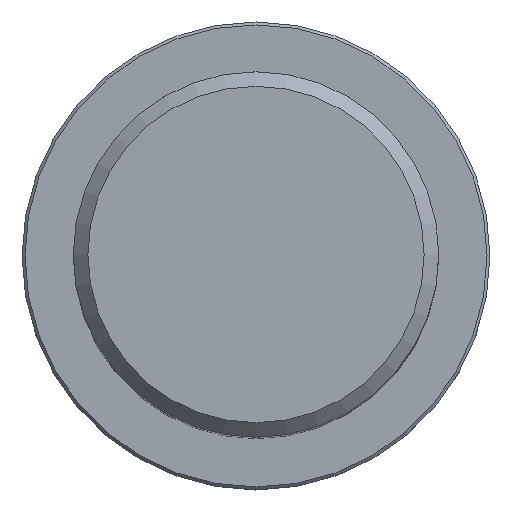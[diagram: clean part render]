
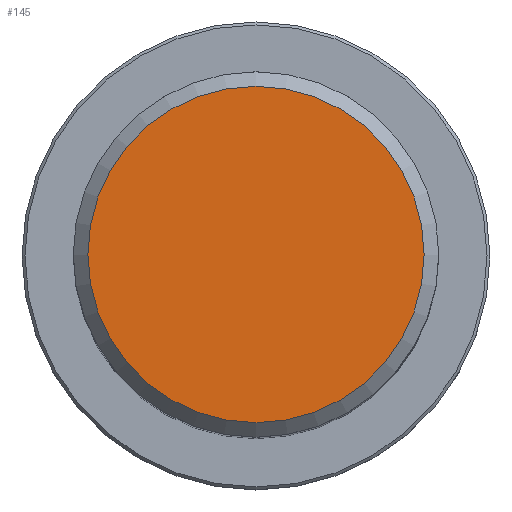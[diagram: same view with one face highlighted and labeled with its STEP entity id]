
A CAD part, top view. The second image highlights one B-rep face of the part: STEP entity #145.
In plain terms, the highlighted planar face has unit normal (0, 0, 1).
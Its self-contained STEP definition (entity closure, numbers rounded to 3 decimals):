
#95=PLANE('',#401);
#98=FACE_OUTER_BOUND('',#237,.T.);
#145=ADVANCED_FACE('',(#98),#95,.F.);
#237=EDGE_LOOP('',(#283));
#283=ORIENTED_EDGE('',*,*,#345,.T.);
#322=VERTEX_POINT('',#601);
#345=EDGE_CURVE('',#322,#322,#367,.T.);
#367=CIRCLE('',#400,11.5);
#400=AXIS2_PLACEMENT_3D('',#600,#468,#469);
#401=AXIS2_PLACEMENT_3D('',#602,#470,#471);
#468=DIRECTION('',(0.,0.,1.));
#469=DIRECTION('',(0.,1.,0.));
#470=DIRECTION('',(0.,0.,-1.));
#471=DIRECTION('',(0.,-1.,0.));
#600=CARTESIAN_POINT('',(0.,0.,56.));
#601=CARTESIAN_POINT('',(0.,11.5,56.));
#602=CARTESIAN_POINT('',(-11.5,0.,56.));
